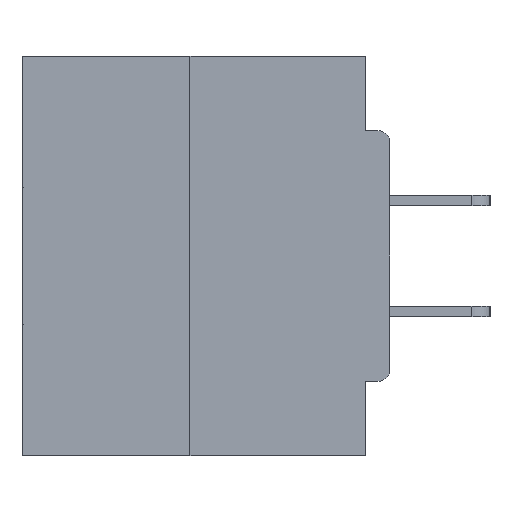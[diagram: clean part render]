
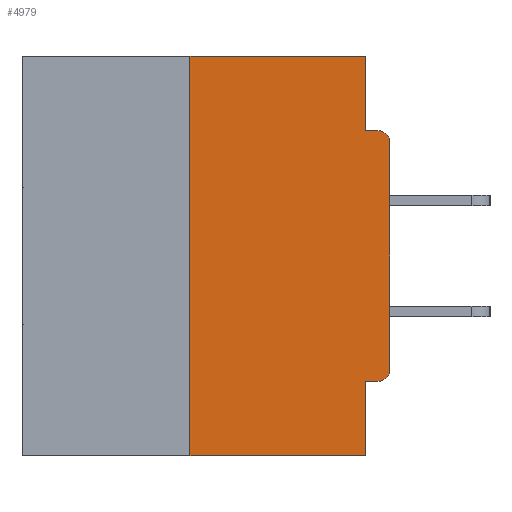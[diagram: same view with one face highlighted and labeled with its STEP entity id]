
A CAD part, left-side view. The second image highlights one B-rep face of the part: STEP entity #4979.
In plain terms, the highlighted planar face has unit normal (-1, 0, 0).
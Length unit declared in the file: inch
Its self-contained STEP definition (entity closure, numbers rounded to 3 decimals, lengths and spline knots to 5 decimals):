
#462 = DIRECTION ( 'NONE',  ( 1., 0., 0. ) ) ;
#1388 = VECTOR ( 'NONE', #18159, 39.37008 ) ;
#1522 = LINE ( 'NONE', #16259, #14749 ) ;
#1632 = ORIENTED_EDGE ( 'NONE', *, *, #4839, .F. ) ;
#2632 = VECTOR ( 'NONE', #33545, 39.37008 ) ;
#3032 = DIRECTION ( 'NONE',  ( 0., 0., -1. ) ) ;
#3342 = VERTEX_POINT ( 'NONE', #5705 ) ;
#4839 = EDGE_CURVE ( 'NONE', #7390, #9865, #16951, .T. ) ;
#4979 = ADVANCED_FACE ( 'NONE', ( #34673 ), #23576, .F. ) ;
#5671 = CIRCLE ( 'NONE', #14477, 0.015 ) ;
#5705 = CARTESIAN_POINT ( 'NONE',  ( 0., 0.031, -0.0935 ) ) ;
#6669 = EDGE_CURVE ( 'NONE', #3342, #14891, #20501, .T. ) ;
#7150 = CARTESIAN_POINT ( 'NONE',  ( 0., 0., -0.1085 ) ) ;
#7390 = VERTEX_POINT ( 'NONE', #25459 ) ;
#7753 = CARTESIAN_POINT ( 'NONE',  ( 0., 0.015, -0.1085 ) ) ;
#7989 = CARTESIAN_POINT ( 'NONE',  ( 0., 0.25, 0. ) ) ;
#8022 = LINE ( 'NONE', #37477, #18086 ) ;
#8867 = AXIS2_PLACEMENT_3D ( 'NONE', #7753, #31274, #22756 ) ;
#9865 = VERTEX_POINT ( 'NONE', #19593 ) ;
#10576 = CARTESIAN_POINT ( 'NONE',  ( 0., 0., -0.3915 ) ) ;
#10796 = LINE ( 'NONE', #13820, #37672 ) ;
#11503 = VECTOR ( 'NONE', #22805, 39.37008 ) ;
#13647 = DIRECTION ( 'NONE',  ( 0., 0., -1. ) ) ;
#13820 = CARTESIAN_POINT ( 'NONE',  ( 0., 0.031, 0. ) ) ;
#14477 = AXIS2_PLACEMENT_3D ( 'NONE', #28499, #34083, #13647 ) ;
#14749 = VECTOR ( 'NONE', #36623, 39.37008 ) ;
#14891 = VERTEX_POINT ( 'NONE', #17229 ) ;
#14944 = CARTESIAN_POINT ( 'NONE',  ( 0., 0.46, 0. ) ) ;
#15291 = ORIENTED_EDGE ( 'NONE', *, *, #15381, .T. ) ;
#15381 = EDGE_CURVE ( 'NONE', #36455, #14891, #17204, .T. ) ;
#15739 = DIRECTION ( 'NONE',  ( 0., 0., -1. ) ) ;
#16259 = CARTESIAN_POINT ( 'NONE',  ( 0., 0.46, -0.5 ) ) ;
#16951 = LINE ( 'NONE', #34621, #11503 ) ;
#17055 = CARTESIAN_POINT ( 'NONE',  ( 0., 0.25, 0. ) ) ;
#17204 = CIRCLE ( 'NONE', #8867, 0.015 ) ;
#17229 = CARTESIAN_POINT ( 'NONE',  ( 0., 0.015, -0.0935 ) ) ;
#17968 = ORIENTED_EDGE ( 'NONE', *, *, #31015, .F. ) ;
#18086 = VECTOR ( 'NONE', #25882, 39.37008 ) ;
#18159 = DIRECTION ( 'NONE',  ( 0., -1., 0. ) ) ;
#18742 = VECTOR ( 'NONE', #32983, 39.37008 ) ;
#19049 = VECTOR ( 'NONE', #28204, 39.37008 ) ;
#19593 = CARTESIAN_POINT ( 'NONE',  ( 0., 0.031, -0.4065 ) ) ;
#19712 = ORIENTED_EDGE ( 'NONE', *, *, #31934, .T. ) ;
#20501 = LINE ( 'NONE', #32883, #1388 ) ;
#21666 = LINE ( 'NONE', #22357, #2632 ) ;
#22357 = CARTESIAN_POINT ( 'NONE',  ( 0., 0.46, 0. ) ) ;
#22691 = LINE ( 'NONE', #7989, #19049 ) ;
#22756 = DIRECTION ( 'NONE',  ( 0., 0., -1. ) ) ;
#22805 = DIRECTION ( 'NONE',  ( 0., 1., 0. ) ) ;
#23576 = PLANE ( 'NONE',  #28813 ) ;
#23828 = VERTEX_POINT ( 'NONE', #17055 ) ;
#24340 = CARTESIAN_POINT ( 'NONE',  ( 0., 0.031, -0.5 ) ) ;
#24954 = VERTEX_POINT ( 'NONE', #36809 ) ;
#25022 = ORIENTED_EDGE ( 'NONE', *, *, #33825, .T. ) ;
#25459 = CARTESIAN_POINT ( 'NONE',  ( 0., 0.015, -0.4065 ) ) ;
#25625 = EDGE_CURVE ( 'NONE', #23828, #24954, #21666, .T. ) ;
#25882 = DIRECTION ( 'NONE',  ( 0., 0., 1. ) ) ;
#26202 = ORIENTED_EDGE ( 'NONE', *, *, #6669, .F. ) ;
#26481 = ORIENTED_EDGE ( 'NONE', *, *, #31812, .F. ) ;
#27161 = ORIENTED_EDGE ( 'NONE', *, *, #33223, .T. ) ;
#28204 = DIRECTION ( 'NONE',  ( 0., 0., 1. ) ) ;
#28499 = CARTESIAN_POINT ( 'NONE',  ( 0., 0.015, -0.3915 ) ) ;
#28542 = CARTESIAN_POINT ( 'NONE',  ( 0., 0.25, -0.5 ) ) ;
#28813 = AXIS2_PLACEMENT_3D ( 'NONE', #14944, #462, #15739 ) ;
#28852 = EDGE_CURVE ( 'NONE', #9865, #33625, #29225, .T. ) ;
#29225 = LINE ( 'NONE', #24340, #18742 ) ;
#29999 = CARTESIAN_POINT ( 'NONE',  ( 0., 0.031, -0.5 ) ) ;
#31015 = EDGE_CURVE ( 'NONE', #31742, #23828, #22691, .T. ) ;
#31092 = VERTEX_POINT ( 'NONE', #10576 ) ;
#31274 = DIRECTION ( 'NONE',  ( -1., 0., 0. ) ) ;
#31742 = VERTEX_POINT ( 'NONE', #28542 ) ;
#31812 = EDGE_CURVE ( 'NONE', #24954, #3342, #10796, .T. ) ;
#31934 = EDGE_CURVE ( 'NONE', #31092, #36455, #8022, .T. ) ;
#32165 = ORIENTED_EDGE ( 'NONE', *, *, #25625, .F. ) ;
#32883 = CARTESIAN_POINT ( 'NONE',  ( 0., 0., -0.0935 ) ) ;
#32983 = DIRECTION ( 'NONE',  ( 0., 0., -1. ) ) ;
#33223 = EDGE_CURVE ( 'NONE', #7390, #31092, #5671, .T. ) ;
#33545 = DIRECTION ( 'NONE',  ( 0., -1., 0. ) ) ;
#33625 = VERTEX_POINT ( 'NONE', #29999 ) ;
#33825 = EDGE_CURVE ( 'NONE', #31742, #33625, #1522, .T. ) ;
#34083 = DIRECTION ( 'NONE',  ( -1., 0., 0. ) ) ;
#34621 = CARTESIAN_POINT ( 'NONE',  ( 0., 0., -0.4065 ) ) ;
#34673 = FACE_OUTER_BOUND ( 'NONE', #37628, .T. ) ;
#35577 = ORIENTED_EDGE ( 'NONE', *, *, #28852, .F. ) ;
#36455 = VERTEX_POINT ( 'NONE', #7150 ) ;
#36623 = DIRECTION ( 'NONE',  ( 0., -1., 0. ) ) ;
#36809 = CARTESIAN_POINT ( 'NONE',  ( 0., 0.031, 0. ) ) ;
#37477 = CARTESIAN_POINT ( 'NONE',  ( 0., 0., 0. ) ) ;
#37628 = EDGE_LOOP ( 'NONE', ( #32165, #17968, #25022, #35577, #1632, #27161, #19712, #15291, #26202, #26481 ) ) ;
#37672 = VECTOR ( 'NONE', #3032, 39.37008 ) ;
